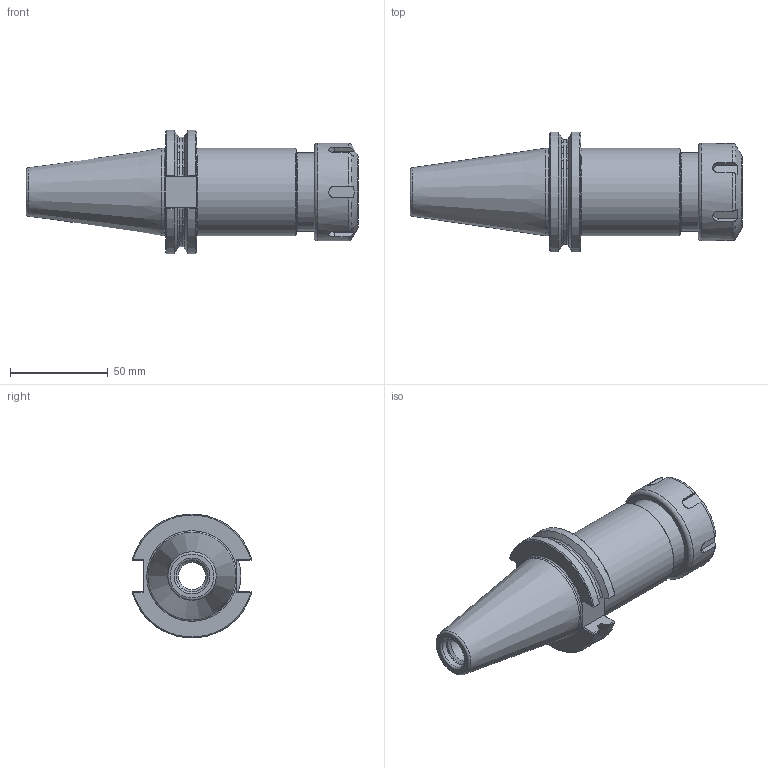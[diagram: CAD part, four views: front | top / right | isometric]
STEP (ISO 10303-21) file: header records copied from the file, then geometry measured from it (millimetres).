
FILE_DESCRIPTION(/* description */ (''),/* implementation_level */ '2;1');
FILE_NAME(/* name */ 'CAT40-ER32-0400.stp',/* time_stamp */ '2019-05-01T10:27:34-05:00',/* author */ ('Lee'),/* organization */ (''),/* preprocessor_version */ 'ST-DEVELOPER v18',/* originating_system */ 'Autodesk Inventor LT',/* authorisation */ '');
FILE_SCHEMA (('AUTOMOTIVE_DESIGN { 1 0 10303 214 3 1 1 }'));
Length unit declared in the file: millimetre
Products named in the file (1): CAT40-ER32-0400
Bounding box: 169.87 x 61.16 x 63.31 mm (x, y, z)
Volume: 179619.3 mm3; surface area: 43625.2 mm2
Topology: 2 solids, 2 shells, 116 faces, 357 edges, 249 vertices
Faces by surface type: plane 50, cylinder 25, torus 22, cone 19
Full cylindrical faces by diameter (mm): 10 x1, 14 x1, 16.3 x1, 16.5 x1, 22.62 x1, 24.1 x1, 36.2 x1, 38.376 x1, 40 x1, 41 x1, 44.57 x1, 44.8 x1, 50 x1
Entity records: 4307 total; most frequent: CARTESIAN_POINT 1108, ORIENTED_EDGE 714, DIRECTION 656, EDGE_CURVE 357, AXIS2_PLACEMENT_3D 267, VERTEX_POINT 249, CIRCLE 150, EDGE_LOOP 124
